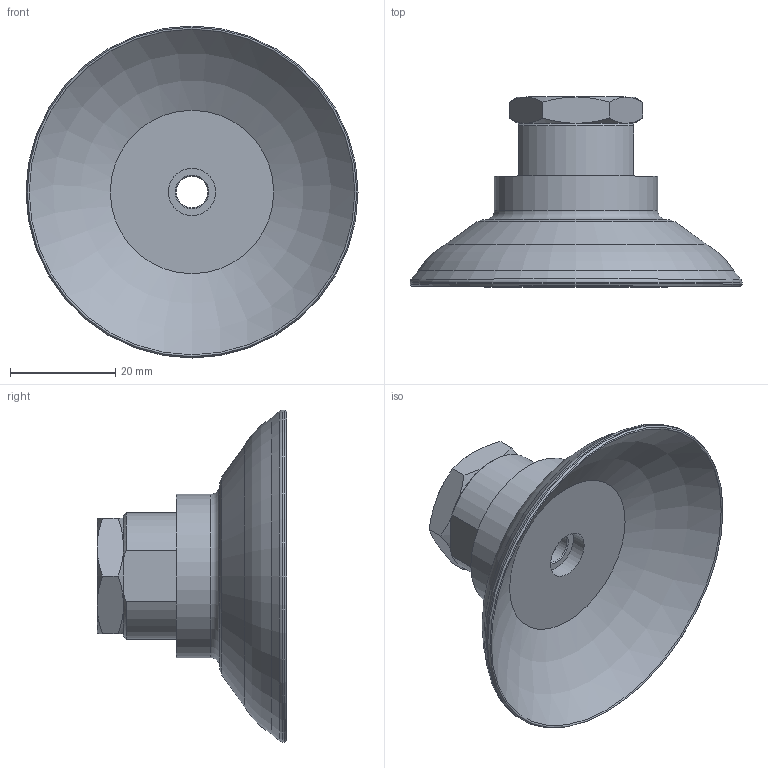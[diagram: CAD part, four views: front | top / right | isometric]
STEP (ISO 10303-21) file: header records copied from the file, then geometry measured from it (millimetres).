
FILE_DESCRIPTION(/* description */ ('STEP AP214'),/* implementation_level */ '2;1');
FILE_NAME(/* name */ '8073832_OGVM-60-G-N-G14F',/* time_stamp */ '2024-09-13T10:31:35+02:00',/* author */ ('License CC BY-ND 4.0'),/* organization */ ('CADENAS'),/* preprocessor_version */ 'ST-DEVELOPER v19.3',/* originating_system */ 'PARTsolutions',/* authorisation */ ' ');
FILE_SCHEMA (('AUTOMOTIVE_DESIGN {1 0 10303 214 3 1 1}'));
Length unit declared in the file: millimetre
Products named in the file (1): 8073832 OGVM-60-G-N-G14F---(high)
Bounding box: 63 x 36 x 63 mm (x, y, z)
Volume: 17772.2 mm3; surface area: 10368.2 mm2
Topology: 1 solids, 1 shells, 48 faces, 103 edges, 60 vertices
Faces by surface type: cone 18, plane 15, torus 8, cylinder 7
Full cylindrical faces by diameter (mm): 6 x1, 9 x1, 11.445 x1, 31 x1, 63 x1
Entity records: 1248 total; most frequent: CARTESIAN_POINT 277, DIRECTION 196, ORIENTED_EDGE 170, AXIS2_PLACEMENT_3D 90, EDGE_CURVE 85, EDGE_LOOP 70, FACE_BOUND 70, VERTEX_POINT 59
